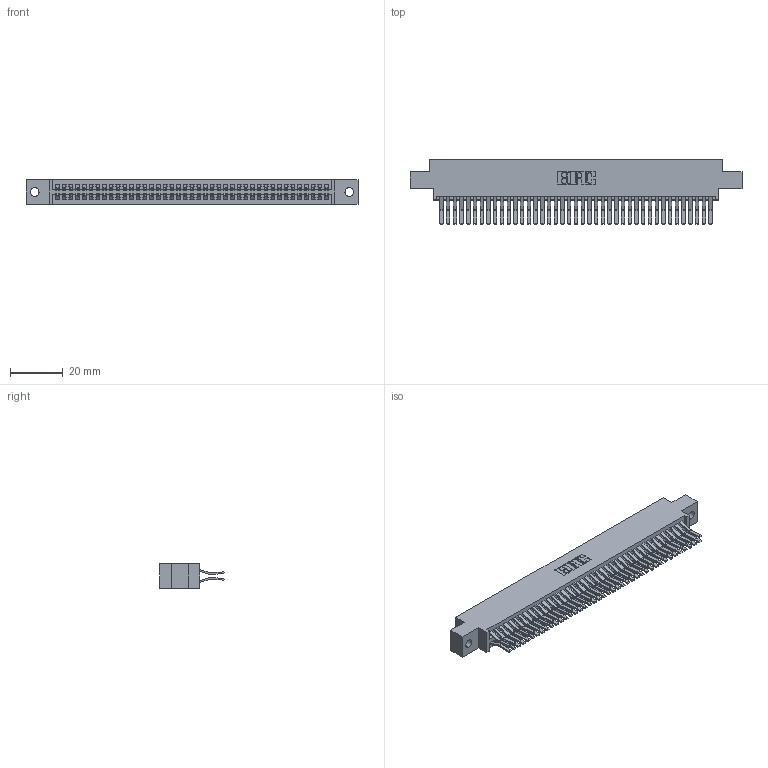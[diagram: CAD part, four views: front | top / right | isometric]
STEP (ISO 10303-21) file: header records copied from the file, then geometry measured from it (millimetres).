
FILE_DESCRIPTION (( 'STEP AP203' ), '1' );
FILE_NAME ('345-082-560-802.STEP', '2019-11-01T02:53:33', ( '' ), ( '' ), 'SwSTEP 2.0', 'SolidWorks 2016', '' );
FILE_SCHEMA (( 'CONFIG_CONTROL_DESIGN' ));
Length unit declared in the file: inch
Products named in the file (3): 345-292-001_560 Tail; 345 Part_0.170 Offset - 0.128 Dia; 345-082-560-802
Assembly tree (83 placements, depth 2):
  345-082-560-802
    345 Part_0.170 Offset - 0.128 Dia
    345-292-001_560 Tail  x82
Bounding box: 125.35 x 24.45 x 9.4 mm (x, y, z)
Volume: 12554.7 mm3; surface area: 19791.6 mm2
Topology: 83 solids, 83 shells, 4394 faces, 13063 edges, 8598 vertices
Faces by surface type: plane 2790, cylinder 1604
Entity records: 32527 total; most frequent: CARTESIAN_POINT 5456, ORIENTED_EDGE 5390, DIRECTION 4815, EDGE_CURVE 2695, LINE 2395, VECTOR 2395, VERTEX_POINT 1794, AXIS2_PLACEMENT_3D 1210
